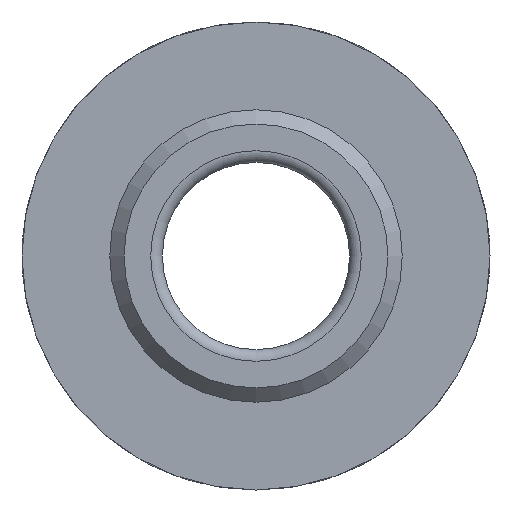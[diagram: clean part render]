
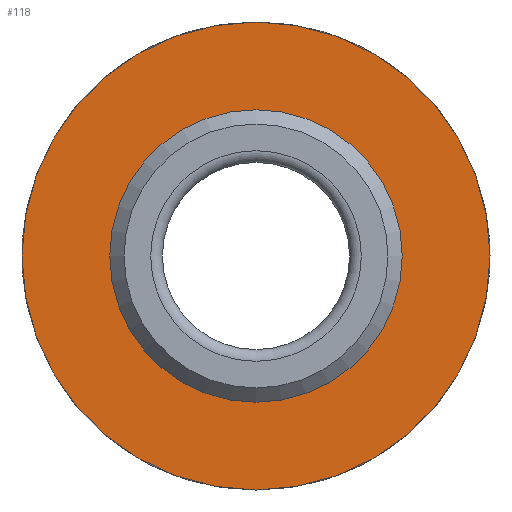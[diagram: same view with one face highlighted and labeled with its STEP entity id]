
A CAD part, left-side view. The second image highlights one B-rep face of the part: STEP entity #118.
In plain terms, the highlighted planar face has unit normal (-1, 0, 0).
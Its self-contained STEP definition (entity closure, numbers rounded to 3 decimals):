
#118 = ADVANCED_FACE( '', ( #241, #242 ), #243, .F. );
#241 = FACE_OUTER_BOUND( '', #375, .T. );
#242 = FACE_BOUND( '', #376, .T. );
#243 = PLANE( '', #377 );
#375 = EDGE_LOOP( '', ( #709 ) );
#376 = EDGE_LOOP( '', ( #710 ) );
#377 = AXIS2_PLACEMENT_3D( '', #711, #712, #713 );
#709 = ORIENTED_EDGE( '', *, *, #808, .F. );
#710 = ORIENTED_EDGE( '', *, *, #859, .T. );
#711 = CARTESIAN_POINT( '', ( 10., 0., 0. ) );
#712 = DIRECTION( '', ( 1., 0., 0. ) );
#713 = DIRECTION( '', ( 0., 0., -1. ) );
#808 = EDGE_CURVE( '', #953, #953, #954, .T. );
#859 = EDGE_CURVE( '', #1028, #1028, #1029, .T. );
#953 = VERTEX_POINT( '', #1206 );
#954 = CIRCLE( '', #1207, 10. );
#1028 = VERTEX_POINT( '', #1356 );
#1029 = CIRCLE( '', #1357, 6.25 );
#1206 = CARTESIAN_POINT( '', ( 10., 0., -10. ) );
#1207 = AXIS2_PLACEMENT_3D( '', #1439, #1440, #1441 );
#1356 = CARTESIAN_POINT( '', ( 10., 0., -6.25 ) );
#1357 = AXIS2_PLACEMENT_3D( '', #1511, #1512, #1513 );
#1439 = CARTESIAN_POINT( '', ( 10., 0., 0. ) );
#1440 = DIRECTION( '', ( 1., 0., 0. ) );
#1441 = DIRECTION( '', ( 0., 0., -1. ) );
#1511 = CARTESIAN_POINT( '', ( 10., 0., 0. ) );
#1512 = DIRECTION( '', ( 1., 0., 0. ) );
#1513 = DIRECTION( '', ( 0., 0., -1. ) );
